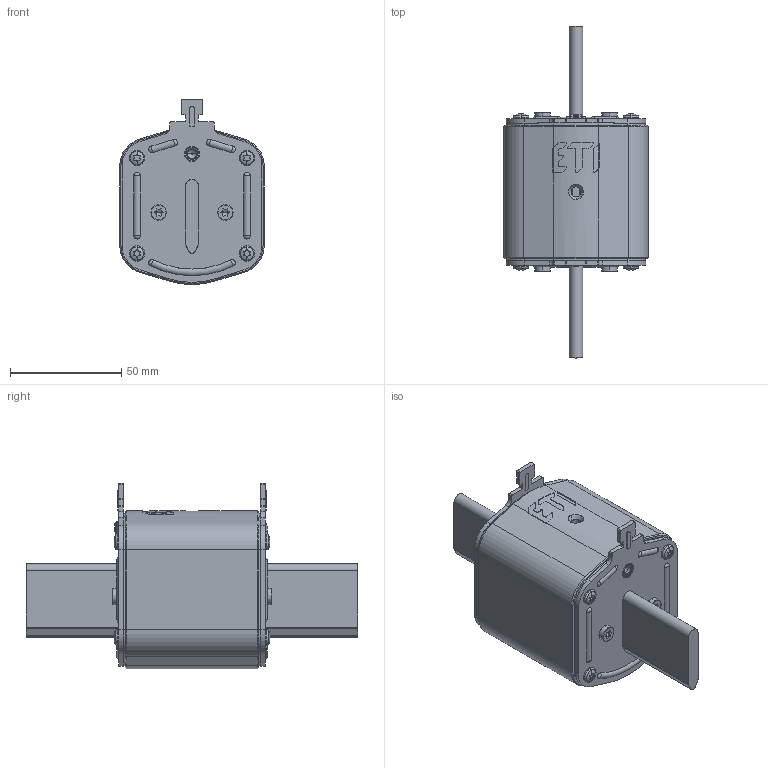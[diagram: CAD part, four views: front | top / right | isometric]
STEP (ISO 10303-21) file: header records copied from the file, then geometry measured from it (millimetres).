
FILE_DESCRIPTION((''),'2;1');
FILE_NAME('0000004463_ASM','2021-08-09T',('said.beganovic'),('Audax d.o.o.'),'CREO PARAMETRIC BY PTC INC, 2017020','CREO PARAMETRIC BY PTC INC, 2017020','');
FILE_SCHEMA(('AUTOMOTIVE_DESIGN { 1 0 10303 214 1 1 1 1 }'));
Length unit declared in the file: millimetre
Products named in the file (13): 0000004181; 0000004186; 0000004183; 0000004157; 0000004156; 0000004461; 0000004180; 0000004177_ASM; 0000004154; 0000004187; 0000002790; 0000004161; 0000004463_ASM
Assembly tree (23 placements, depth 3):
  0000004463_ASM
    0000004181
    0000004186
    0000004183
    0000004157
    0000004156
    0000004177_ASM  x2
      0000004461
      0000004180
    0000004154  x8
    0000004187  x4
    0000002790
    0000004161
Bounding box: 65 x 149.4 x 83.35 mm (x, y, z)
Volume: 292257.2 mm3; surface area: 73404.9 mm2
Topology: 23 solids, 38 shells, 1483 faces, 3885 edges, 2426 vertices
Faces by surface type: plane 693, cylinder 518, torus 108, sphere 56, bspline 40, cone 34, extrusion 34
Entity records: 49359 total; most frequent: CARTESIAN_POINT 8648, DIRECTION 4872, ORIENTED_EDGE 4726, PRESENTATION_STYLE_ASSIGNMENT 3326, STYLED_ITEM 3273, CURVE_STYLE 2404, EDGE_CURVE 2370, AXIS2_PLACEMENT_3D 1715
